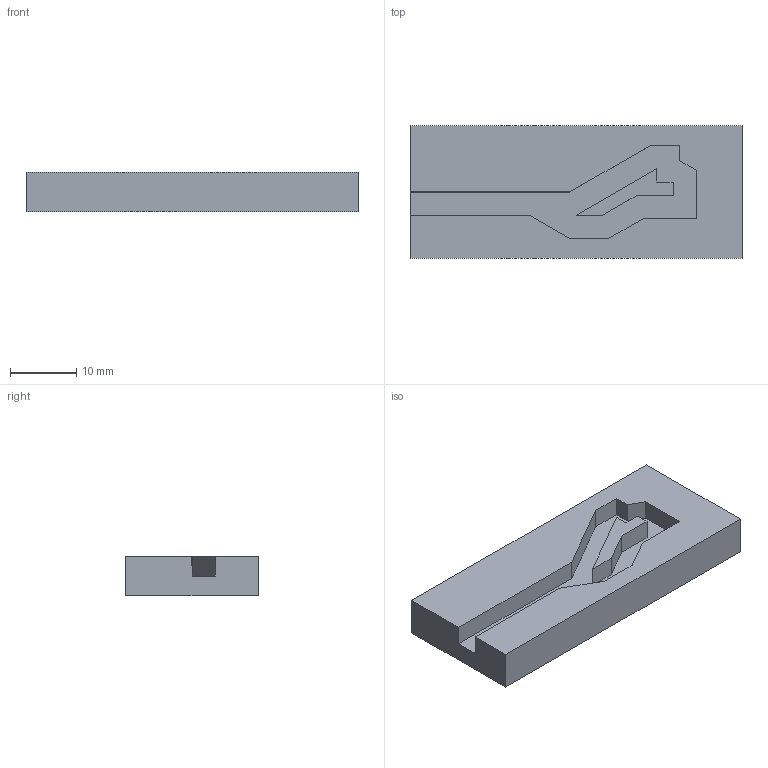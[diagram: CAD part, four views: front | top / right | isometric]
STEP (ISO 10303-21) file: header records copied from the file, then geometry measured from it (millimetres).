
FILE_DESCRIPTION (( 'STEP AP214' ), '1' );
FILE_NAME ('zaklik.STEP', '2022-08-10T06:39:08', ( '' ), ( '' ), 'SwSTEP 2.0', 'SolidWorks 2018', '' );
FILE_SCHEMA (( 'AUTOMOTIVE_DESIGN' ));
Length unit declared in the file: millimetre
Products named in the file (1): zaklik
Bounding box: 50 x 20 x 6 mm (x, y, z)
Volume: 5252.7 mm3; surface area: 3236.7 mm2
Topology: 1 solids, 1 shells, 26 faces, 69 edges, 46 vertices
Faces by surface type: plane 26
Entity records: 827 total; most frequent: CARTESIAN_POINT 142, ORIENTED_EDGE 138, DIRECTION 123, EDGE_CURVE 69, VECTOR 69, LINE 69, VERTEX_POINT 46, EDGE_LOOP 27
